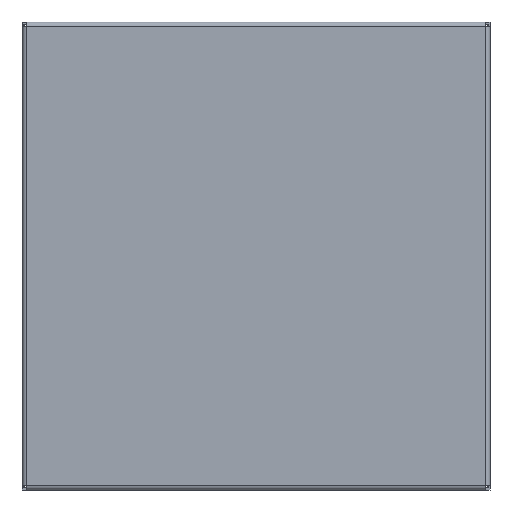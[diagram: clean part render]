
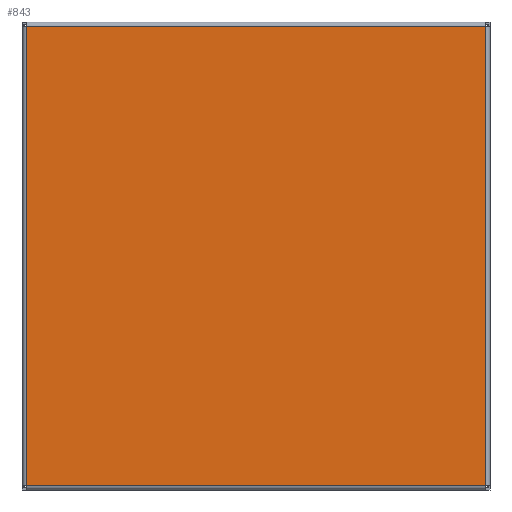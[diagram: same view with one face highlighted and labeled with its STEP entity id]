
A CAD part, front view. The second image highlights one B-rep face of the part: STEP entity #843.
In plain terms, the highlighted planar face has unit normal (0, -1, 0).
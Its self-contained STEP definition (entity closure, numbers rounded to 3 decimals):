
#304=DIRECTION('',(-1.,0.,0.));
#305=VECTOR('',#304,308.);
#306=CARTESIAN_POINT('',(154.,0.,154.));
#307=LINE('',#306,#305);
#380=DIRECTION('',(1.,0.,0.));
#381=VECTOR('',#380,308.);
#382=CARTESIAN_POINT('',(-154.,0.,-154.));
#383=LINE('',#382,#381);
#420=DIRECTION('',(0.,0.,1.));
#421=VECTOR('',#420,308.);
#422=CARTESIAN_POINT('',(154.,0.,-154.));
#423=LINE('',#422,#421);
#600=DIRECTION('',(0.,0.,-1.));
#601=VECTOR('',#600,308.);
#602=CARTESIAN_POINT('',(-154.,0.,154.));
#603=LINE('',#602,#601);
#716=CARTESIAN_POINT('',(154.,0.,154.));
#717=CARTESIAN_POINT('',(-154.,0.,154.));
#718=VERTEX_POINT('',#716);
#719=VERTEX_POINT('',#717);
#720=CARTESIAN_POINT('',(154.,0.,-154.));
#721=VERTEX_POINT('',#720);
#722=CARTESIAN_POINT('',(-154.,0.,-154.));
#723=VERTEX_POINT('',#722);
#828=CARTESIAN_POINT('',(0.,0.,0.));
#829=DIRECTION('',(0.,1.,0.));
#830=DIRECTION('',(1.,0.,0.));
#831=AXIS2_PLACEMENT_3D('',#828,#829,#830);
#832=PLANE('',#831);
#834=ORIENTED_EDGE('',*,*,#833,.F.);
#836=ORIENTED_EDGE('',*,*,#835,.F.);
#838=ORIENTED_EDGE('',*,*,#837,.F.);
#840=ORIENTED_EDGE('',*,*,#839,.F.);
#841=EDGE_LOOP('',(#834,#836,#838,#840));
#842=FACE_OUTER_BOUND('',#841,.F.);
#833=EDGE_CURVE('',#718,#719,#307,.T.);
#835=EDGE_CURVE('',#721,#718,#423,.T.);
#837=EDGE_CURVE('',#723,#721,#383,.T.);
#839=EDGE_CURVE('',#719,#723,#603,.T.);
#843=ADVANCED_FACE('',(#842),#832,.F.);
